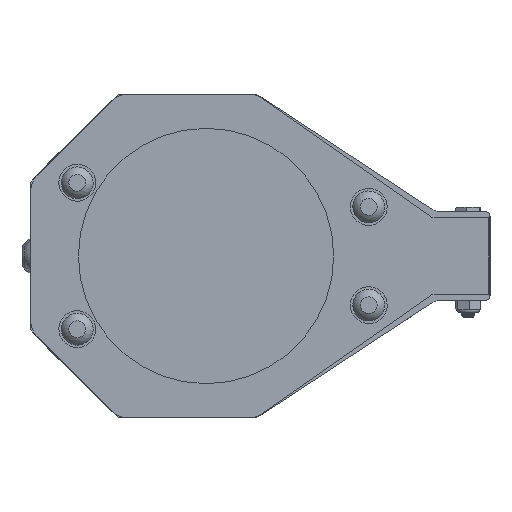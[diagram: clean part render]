
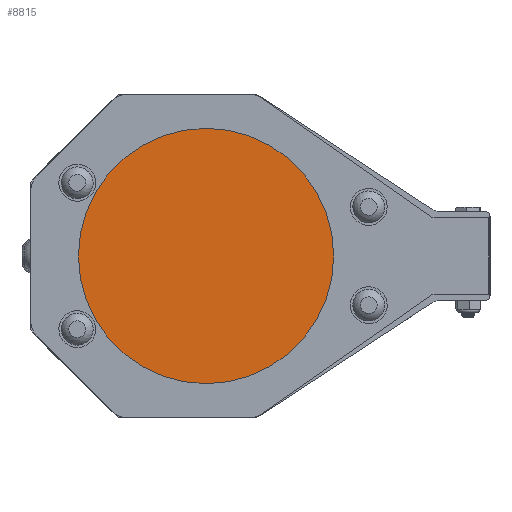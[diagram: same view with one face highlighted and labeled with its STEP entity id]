
A CAD part, left-side view. The second image highlights one B-rep face of the part: STEP entity #8815.
In plain terms, the highlighted planar face has unit normal (-1, 0, 0).
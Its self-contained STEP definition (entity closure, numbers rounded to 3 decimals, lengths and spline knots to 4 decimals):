
#1716=PLANE('',#9769);
#2568=FACE_OUTER_BOUND('',#3321,.T.);
#3321=EDGE_LOOP('',(#7936));
#3895=CIRCLE('',#9768,1.5);
#4661=VERTEX_POINT('',#33632);
#5785=EDGE_CURVE('',#4661,#4661,#3895,.T.);
#7936=ORIENTED_EDGE('',*,*,#5785,.T.);
#8815=ADVANCED_FACE('',(#2568),#1716,.T.);
#9768=AXIS2_PLACEMENT_3D('',#33633,#11977,#11978);
#9769=AXIS2_PLACEMENT_3D('',#33634,#11979,#11980);
#11977=DIRECTION('center_axis',(-1.,0.,0.));
#11978=DIRECTION('ref_axis',(0.,0.,
-1.));
#11979=DIRECTION('center_axis',(-1.,0.,0.));
#11980=DIRECTION('ref_axis',(0.,0.,1.));
#33632=CARTESIAN_POINT('',(4.5887,4.8601,18.5077));
#33633=CARTESIAN_POINT('Origin',(4.5887,4.8601,17.0077));
#33634=CARTESIAN_POINT('Origin',(4.5887,4.8601,17.0077));
